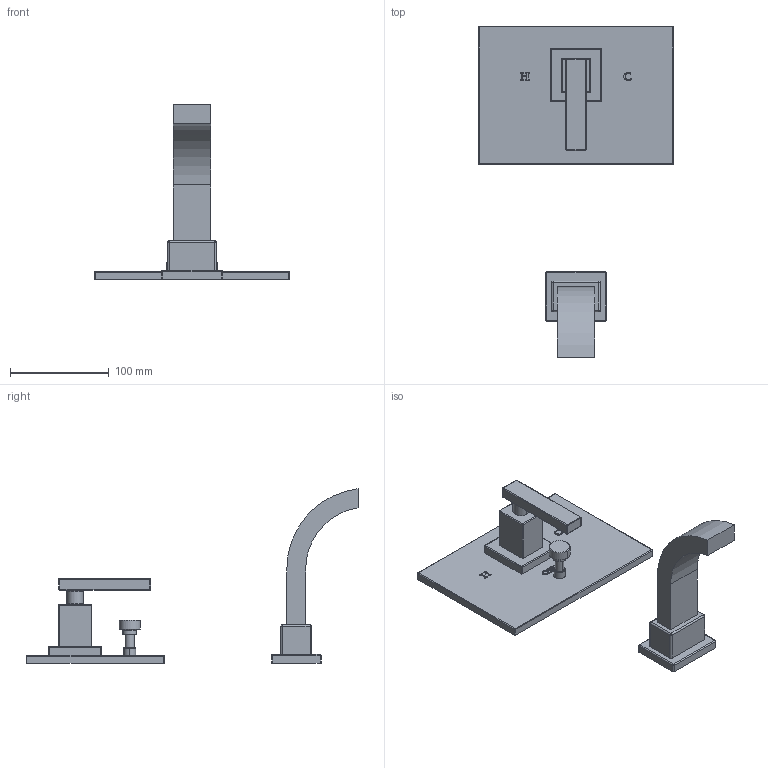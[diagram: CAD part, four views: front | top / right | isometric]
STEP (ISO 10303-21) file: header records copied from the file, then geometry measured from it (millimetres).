
FILE_DESCRIPTION((''),'2;1');
FILE_NAME('4-2042BP','2021-06-03T14:40:44',('jinson.thomas'),(''),'CREO PARAMETRIC BY PTC INC, 2018400','CREO PARAMETRIC BY PTC INC, 2018400','');
FILE_SCHEMA(('CONFIG_CONTROL_DESIGN'));
Length unit declared in the file: inch
Products named in the file (1): 4-2042BP
Bounding box: 196.85 x 335.41 x 176.28 mm (x, y, z)
Volume: 502508 mm3; surface area: 106784.4 mm2
Topology: 2 solids, 2 shells, 372 faces, 956 edges, 604 vertices
Faces by surface type: extrusion 178, plane 84, cylinder 68, sphere 28, torus 12, bspline 2
Entity records: 12366 total; most frequent: CARTESIAN_POINT 3906, ORIENTED_EDGE 1912, DIRECTION 1320, EDGE_CURVE 956, VECTOR 612, VERTEX_POINT 604, B_SPLINE_CURVE_WITH_KNOTS 538, LINE 434
